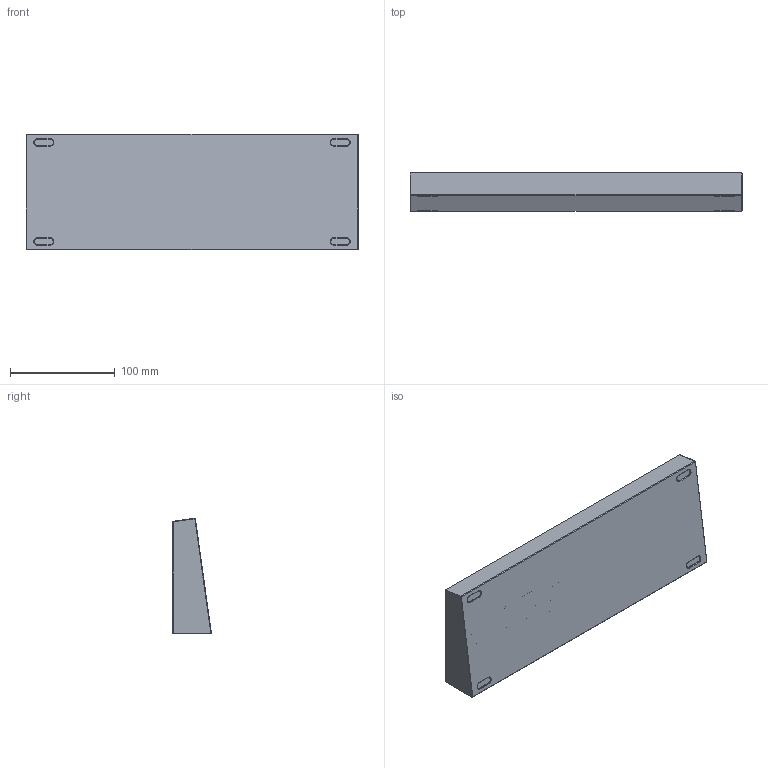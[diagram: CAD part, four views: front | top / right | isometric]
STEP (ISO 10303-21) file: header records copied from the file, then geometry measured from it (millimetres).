
FILE_DESCRIPTION (( 'STEP AP203' ), '1' );
FILE_NAME ('俋褲.STEP', '2023-06-11T09:50:59', ( '' ), ( '' ), 'SwSTEP 2.0', 'SolidWorks 2023', '' );
FILE_SCHEMA (( 'CONFIG_CONTROL_DESIGN' ));
Length unit declared in the file: millimetre
Products named in the file (1): 外壳
Bounding box: 316.65 x 37 x 110.21 mm (x, y, z)
Volume: 152271.5 mm3; surface area: 118376.6 mm2
Topology: 1 solids, 1 shells, 309 faces, 772 edges, 488 vertices
Faces by surface type: cylinder 157, plane 117, torus 15, bspline 12, sphere 8
Entity records: 9888 total; most frequent: CARTESIAN_POINT 2354, DIRECTION 1635, ORIENTED_EDGE 1526, EDGE_CURVE 763, AXIS2_PLACEMENT_3D 616, VERTEX_POINT 487, VECTOR 403, LINE 403
